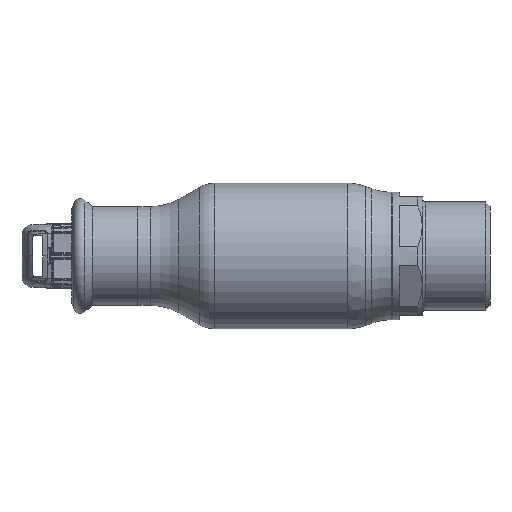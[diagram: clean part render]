
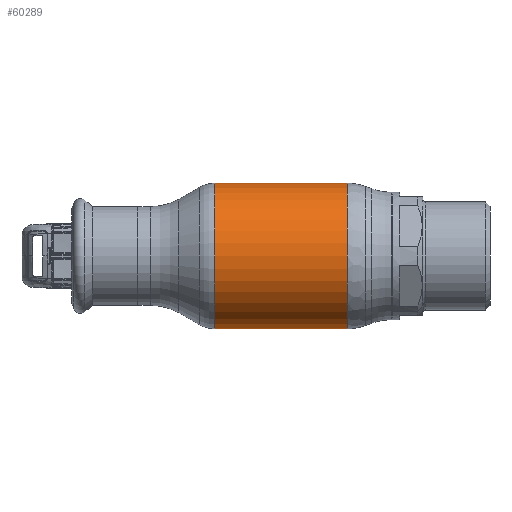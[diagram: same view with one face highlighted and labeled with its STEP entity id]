
A CAD part, front view. The second image highlights one B-rep face of the part: STEP entity #60289.
In plain terms, the highlighted cylindrical face has radius 28.25 mm (diameter 56.5 mm), a partial arc.
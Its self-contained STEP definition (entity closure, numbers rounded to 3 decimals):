
#1190 = LINE ( 'NONE', #24382, #32942 ) ;
#1948 = FACE_OUTER_BOUND ( 'NONE', #60715, .T. ) ;
#2694 = DIRECTION ( 'NONE',  ( -1., 0., 0. ) ) ;
#3388 = ORIENTED_EDGE ( 'NONE', *, *, #56693, .T. ) ;
#7248 = DIRECTION ( 'NONE',  ( -1., 0., 0. ) ) ;
#9404 = VERTEX_POINT ( 'NONE', #44817 ) ;
#9476 = DIRECTION ( 'NONE',  ( -1., 0., 0. ) ) ;
#11262 = VECTOR ( 'NONE', #2694, 1000. ) ;
#12036 = AXIS2_PLACEMENT_3D ( 'NONE', #14089, #38483, #56944 ) ;
#13517 = CIRCLE ( 'NONE', #21303, 28.25 ) ;
#14089 = CARTESIAN_POINT ( 'NONE',  ( -62.69, 0., 0. ) ) ;
#15284 = CARTESIAN_POINT ( 'NONE',  ( 26.673, 0., 28.25 ) ) ;
#16120 = CARTESIAN_POINT ( 'NONE',  ( 26.673, 0., -28.25 ) ) ;
#16822 = EDGE_CURVE ( 'NONE', #27803, #26979, #1190, .T. ) ;
#19862 = DIRECTION ( 'NONE',  ( -1., 0., 0. ) ) ;
#21281 = EDGE_CURVE ( 'NONE', #9404, #26979, #54700, .T. ) ;
#21303 = AXIS2_PLACEMENT_3D ( 'NONE', #58131, #9476, #29930 ) ;
#24382 = CARTESIAN_POINT ( 'NONE',  ( -62.69, 0., 28.25 ) ) ;
#24582 = VERTEX_POINT ( 'NONE', #16120 ) ;
#25608 = EDGE_CURVE ( 'NONE', #24582, #9404, #35677, .T. ) ;
#26979 = VERTEX_POINT ( 'NONE', #46159 ) ;
#27803 = VERTEX_POINT ( 'NONE', #15284 ) ;
#29930 = DIRECTION ( 'NONE',  ( 0., 0., 1. ) ) ;
#30717 = CYLINDRICAL_SURFACE ( 'NONE', #12036, 28.25 ) ;
#31181 = DIRECTION ( 'NONE',  ( 0., 0., 1. ) ) ;
#32942 = VECTOR ( 'NONE', #19862, 1000. ) ;
#33184 = ORIENTED_EDGE ( 'NONE', *, *, #16822, .T. ) ;
#35677 = LINE ( 'NONE', #54420, #11262 ) ;
#38483 = DIRECTION ( 'NONE',  ( -1., 0., 0. ) ) ;
#44054 = ORIENTED_EDGE ( 'NONE', *, *, #21281, .F. ) ;
#44817 = CARTESIAN_POINT ( 'NONE',  ( -24.785, 0., -28.25 ) ) ;
#46159 = CARTESIAN_POINT ( 'NONE',  ( -24.785, 0., 28.25 ) ) ;
#50648 = ORIENTED_EDGE ( 'NONE', *, *, #25608, .F. ) ;
#54420 = CARTESIAN_POINT ( 'NONE',  ( -62.69, 0., -28.25 ) ) ;
#54700 = CIRCLE ( 'NONE', #55376, 28.25 ) ;
#55038 = CARTESIAN_POINT ( 'NONE',  ( -24.785, 0., 0. ) ) ;
#55376 = AXIS2_PLACEMENT_3D ( 'NONE', #55038, #7248, #31181 ) ;
#56693 = EDGE_CURVE ( 'NONE', #24582, #27803, #13517, .T. ) ;
#56944 = DIRECTION ( 'NONE',  ( 0., 0., 1. ) ) ;
#58131 = CARTESIAN_POINT ( 'NONE',  ( 26.673, 0., 0. ) ) ;
#60289 = ADVANCED_FACE ( 'NONE', ( #1948 ), #30717, .T. ) ;
#60715 = EDGE_LOOP ( 'NONE', ( #50648, #3388, #33184, #44054 ) ) ;
